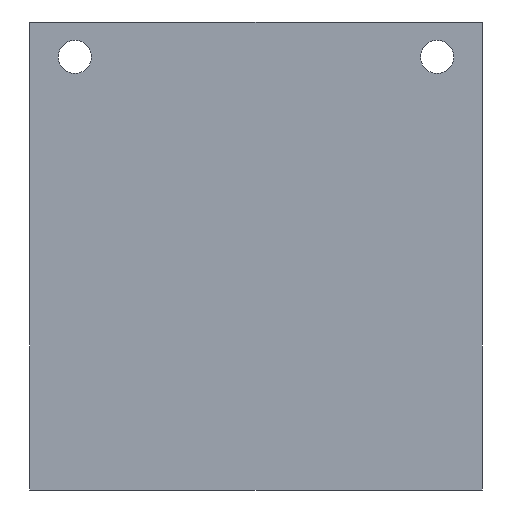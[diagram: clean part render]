
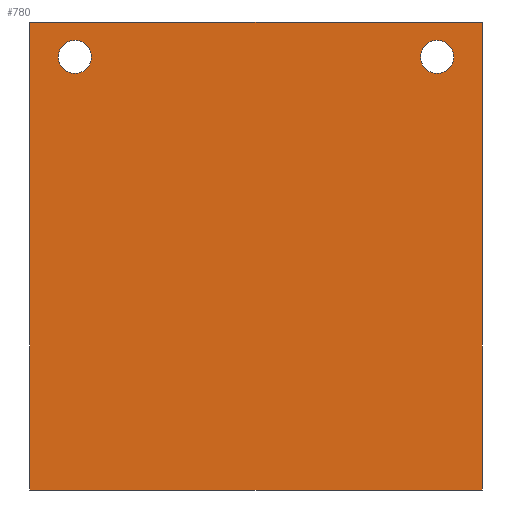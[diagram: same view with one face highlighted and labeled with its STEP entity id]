
A CAD part, front view. The second image highlights one B-rep face of the part: STEP entity #780.
In plain terms, the highlighted planar face has unit normal (0, -1, 0).
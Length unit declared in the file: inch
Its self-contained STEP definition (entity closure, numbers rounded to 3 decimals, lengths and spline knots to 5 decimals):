
#44 = CIRCLE ( 'NONE', #820, 0.055 ) ;
#45 = CIRCLE ( 'NONE', #819, 0.055 ) ;
#67 = CIRCLE ( 'NONE', #825, 0.055 ) ;
#69 = CIRCLE ( 'NONE', #827, 0.055 ) ;
#75 = VECTOR ( 'NONE', #552, 39.37008 ) ;
#76 = LINE ( 'NONE', #553, #75 ) ;
#98 = ORIENTED_EDGE ( 'NONE', *, *, #867, .F. ) ;
#99 = ORIENTED_EDGE ( 'NONE', *, *, #896, .T. ) ;
#100 = ORIENTED_EDGE ( 'NONE', *, *, #915, .T. ) ;
#103 = ORIENTED_EDGE ( 'NONE', *, *, #912, .F. ) ;
#117 = VECTOR ( 'NONE', #598, 39.37008 ) ;
#138 = LINE ( 'NONE', #603, #117 ) ;
#169 = VECTOR ( 'NONE', #685, 39.37008 ) ;
#175 = VECTOR ( 'NONE', #694, 39.37008 ) ;
#176 = LINE ( 'NONE', #695, #175 ) ;
#179 = LINE ( 'NONE', #693, #169 ) ;
#217 = FACE_OUTER_BOUND ( 'NONE', #377, .T. ) ;
#219 = FACE_BOUND ( 'NONE', #374, .T. ) ;
#223 = FACE_BOUND ( 'NONE', #290, .T. ) ;
#235 = ORIENTED_EDGE ( 'NONE', *, *, #936, .T. ) ;
#265 = ORIENTED_EDGE ( 'NONE', *, *, #870, .F. ) ;
#287 = ORIENTED_EDGE ( 'NONE', *, *, #916, .T. ) ;
#288 = ORIENTED_EDGE ( 'NONE', *, *, #937, .T. ) ;
#290 = EDGE_LOOP ( 'NONE', ( #235, #287 ) ) ;
#374 = EDGE_LOOP ( 'NONE', ( #288, #100 ) ) ;
#377 = EDGE_LOOP ( 'NONE', ( #99, #98, #103, #265 ) ) ;
#408 = DIRECTION ( 'NONE',  ( -1., 0., 0. ) ) ;
#409 = DIRECTION ( 'NONE',  ( 0., 1., 0. ) ) ;
#410 = PLANE ( 'NONE',  #931 ) ;
#411 = CARTESIAN_POINT ( 'NONE',  ( 0., 0., 1.1 ) ) ;
#420 = CARTESIAN_POINT ( 'NONE',  ( -1.295, 0., 0.98427 ) ) ;
#428 = CARTESIAN_POINT ( 'NONE',  ( 0., 0., -0.45 ) ) ;
#430 = CARTESIAN_POINT ( 'NONE',  ( -1.5, 0., 1.1 ) ) ;
#438 = CARTESIAN_POINT ( 'NONE',  ( -1.405, 0., 0.98427 ) ) ;
#455 = CARTESIAN_POINT ( 'NONE',  ( -1.5, 0., -0.45 ) ) ;
#473 = DIRECTION ( 'NONE',  ( -1., 0., 0. ) ) ;
#474 = DIRECTION ( 'NONE',  ( 0., 1., 0. ) ) ;
#477 = CARTESIAN_POINT ( 'NONE',  ( 0., 0., 1.1 ) ) ;
#478 = DIRECTION ( 'NONE',  ( -1., 0., 0. ) ) ;
#479 = DIRECTION ( 'NONE',  ( 0., 1., 0. ) ) ;
#485 = CARTESIAN_POINT ( 'NONE',  ( -1.35, 0., 0.98427 ) ) ;
#491 = CARTESIAN_POINT ( 'NONE',  ( -0.15, 0., 0.98427 ) ) ;
#498 = CARTESIAN_POINT ( 'NONE',  ( -0.205, 0., 0.98427 ) ) ;
#526 = CARTESIAN_POINT ( 'NONE',  ( -0.095, 0., 0.98427 ) ) ;
#537 = DIRECTION ( 'NONE',  ( -1., 0., 0. ) ) ;
#538 = DIRECTION ( 'NONE',  ( 0., 1., 0. ) ) ;
#540 = CARTESIAN_POINT ( 'NONE',  ( -0.15, 0., 0.98427 ) ) ;
#541 = DIRECTION ( 'NONE',  ( -1., 0., 0. ) ) ;
#543 = DIRECTION ( 'NONE',  ( 0., 1., 0. ) ) ;
#552 = DIRECTION ( 'NONE',  ( 0., 0., -1. ) ) ;
#553 = CARTESIAN_POINT ( 'NONE',  ( 0., 0., 1.1 ) ) ;
#570 = CARTESIAN_POINT ( 'NONE',  ( -1.35, 0., 0.98427 ) ) ;
#598 = DIRECTION ( 'NONE',  ( 0., 0., -1. ) ) ;
#603 = CARTESIAN_POINT ( 'NONE',  ( -1.5, 0., 1.1 ) ) ;
#618 = VERTEX_POINT ( 'NONE', #526 ) ;
#634 = VERTEX_POINT ( 'NONE', #498 ) ;
#661 = VERTEX_POINT ( 'NONE', #477 ) ;
#685 = DIRECTION ( 'NONE',  ( 1., 0., 0. ) ) ;
#689 = VERTEX_POINT ( 'NONE', #455 ) ;
#693 = CARTESIAN_POINT ( 'NONE',  ( 0., 0., 1.1 ) ) ;
#694 = DIRECTION ( 'NONE',  ( -1., 0., 0. ) ) ;
#695 = CARTESIAN_POINT ( 'NONE',  ( 0., 0., -0.45 ) ) ;
#719 = VERTEX_POINT ( 'NONE', #438 ) ;
#723 = VERTEX_POINT ( 'NONE', #430 ) ;
#730 = VERTEX_POINT ( 'NONE', #428 ) ;
#758 = VERTEX_POINT ( 'NONE', #420 ) ;
#780 = ADVANCED_FACE ( 'NONE', ( #223, #219, #217 ), #410, .F. ) ;
#819 = AXIS2_PLACEMENT_3D ( 'NONE', #491, #479, #478 ) ;
#820 = AXIS2_PLACEMENT_3D ( 'NONE', #485, #474, #473 ) ;
#825 = AXIS2_PLACEMENT_3D ( 'NONE', #540, #538, #537 ) ;
#827 = AXIS2_PLACEMENT_3D ( 'NONE', #570, #543, #541 ) ;
#867 = EDGE_CURVE ( 'NONE', #730, #689, #176, .T. ) ;
#870 = EDGE_CURVE ( 'NONE', #723, #661, #179, .T. ) ;
#896 = EDGE_CURVE ( 'NONE', #723, #689, #138, .T. ) ;
#912 = EDGE_CURVE ( 'NONE', #661, #730, #76, .T. ) ;
#915 = EDGE_CURVE ( 'NONE', #758, #719, #69, .T. ) ;
#916 = EDGE_CURVE ( 'NONE', #618, #634, #67, .T. ) ;
#931 = AXIS2_PLACEMENT_3D ( 'NONE', #411, #409, #408 ) ;
#936 = EDGE_CURVE ( 'NONE', #634, #618, #45, .T. ) ;
#937 = EDGE_CURVE ( 'NONE', #719, #758, #44, .T. ) ;
